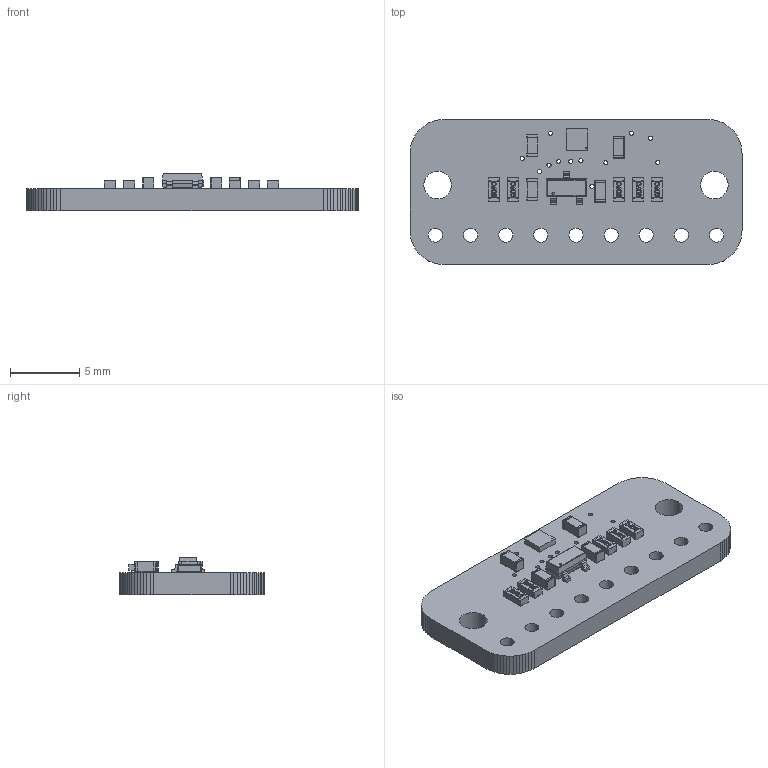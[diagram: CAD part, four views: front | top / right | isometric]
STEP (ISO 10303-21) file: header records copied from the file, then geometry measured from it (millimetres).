
FILE_DESCRIPTION(('PCB Model'),'2;1');
FILE_NAME('10385.STEP', '2025-04-11T11:46:57',('pritesh'),('Unspecified'), 'Open CASCADE STEP processor 6.8','Proteus','Unknown');
FILE_SCHEMA(('AUTOMOTIVE_DESIGN { 1 0 10303 214 1 1 1 1 }'));
Length unit declared in the file: millimetre
Products named in the file (57): Open CASCADE STEP translator 6.8 1; Layer_1; U1; Open CASCADE STEP translator 6.8 1.2.1; Body_1; =>[0:1:1:3]; =>[0:1:1:4]; =>[0:1:1:5]; =>[0:1:1:6]; =>[0:1:1:7]; =>[0:1:1:8]; =>[0:1:1:9]; =>[0:1:1:10]; =>[0:1:1:11]; =>[0:1:1:12]; =>[0:1:1:13]; =>[0:1:1:14]; =>[0:1:1:15]; =>[0:1:1:16]; U2; Open CASCADE STEP translator 6.8 1.3.1; =>[0:1:1:2]; SOLID; C4; Open CASCADE STEP translator 6.8 1.4.1; Part_3; Part_2; Part_1; C5; Open CASCADE STEP translator 6.8 1.5.1; C1; Open CASCADE STEP translator 6.8 1.6.1; C2; Open CASCADE STEP translator 6.8 1.7.1; R1; Open CASCADE STEP translator 6.8 1.8.1; R2; Open CASCADE STEP translator 6.8 1.9.1; R3; Open CASCADE STEP translator 6.8 1.10.1 ...
Assembly tree (69 placements, depth 6):
  Open CASCADE STEP translator 6.8 1
    Layer_1
    U1
      Open CASCADE STEP translator 6.8 1.2.1
        Body_1
          =>[0:1:1:3]
          =>[0:1:1:4]
          =>[0:1:1:5]
          =>[0:1:1:6]
          =>[0:1:1:7]
          =>[0:1:1:8]
          =>[0:1:1:9]
          =>[0:1:1:10]
          =>[0:1:1:11]
          =>[0:1:1:12]
          =>[0:1:1:13]
          =>[0:1:1:14]
          =>[0:1:1:15]
          =>[0:1:1:16]
    U2
      Open CASCADE STEP translator 6.8 1.3.1
        Body_1
          =>[0:1:1:2]
          =>[0:1:1:3]
            SOLID
            SOLID
          =>[0:1:1:4]
    C4
      Open CASCADE STEP translator 6.8 1.4.1
        Body_1
          Part_3
          Part_2
          Part_1
    C5
      Open CASCADE STEP translator 6.8 1.5.1
        Body_1
          Part_3
          Part_2
          Part_1
    C1
      Open CASCADE STEP translator 6.8 1.6.1
        Body_1
          Part_3
          Part_2
          Part_1
    C2
      Open CASCADE STEP translator 6.8 1.7.1
        Body_1
          Part_3
          Part_2
          Part_1
    R1
      Open CASCADE STEP translator 6.8 1.8.1
        Body_1
          =>[0:1:1:3]
          =>[0:1:1:4]
          =>[0:1:1:5]
          =>[0:1:1:6]
    R2
      Open CASCADE STEP translator 6.8 1.9.1
Bounding box: 24 x 10.5 x 2.71 mm (x, y, z)
Volume: 385.7 mm3; surface area: 771.4 mm2
Topology: 51 solids, 51 shells, 872 faces, 2194 edges, 1380 vertices
Faces by surface type: plane 460, bspline 205, cylinder 151, sphere 56
Entity records: 16404 total; most frequent: CARTESIAN_POINT 4903, ORIENTED_EDGE 1756, DIRECTION 1716, EDGE_CURVE 878, VERTEX_POINT 580, AXIS2_PLACEMENT_3D 573, LINE 570, VECTOR 570
